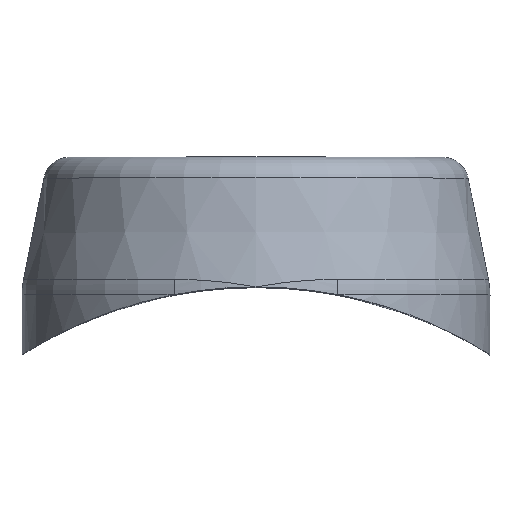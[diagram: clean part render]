
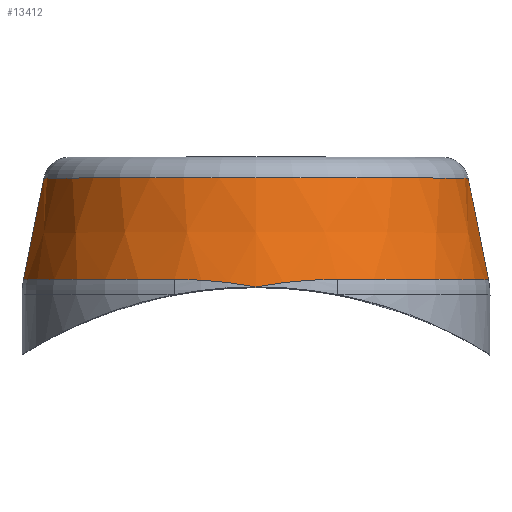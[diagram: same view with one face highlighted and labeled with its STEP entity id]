
A CAD part, top view. The second image highlights one B-rep face of the part: STEP entity #13412.
In plain terms, the highlighted conical face has half-angle 11.31 degrees and reference radius 9 mm.
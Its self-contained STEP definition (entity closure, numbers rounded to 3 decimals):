
#116 = CIRCLE ( 'NONE', #5072, 8.942 ) ;
#159 = DIRECTION ( 'NONE',  ( 1., 0., 0. ) ) ;
#164 = CARTESIAN_POINT ( 'NONE',  ( 3.13, 0.291, 8.376 ) ) ;
#634 = DIRECTION ( 'NONE',  ( 1., 0., 0. ) ) ;
#689 = AXIS2_PLACEMENT_3D ( 'NONE', #12792, #5047, #11571 ) ;
#1104 = CARTESIAN_POINT ( 'NONE',  ( 2.103, 0.269, 8.712 ) ) ;
#1151 = CARTESIAN_POINT ( 'NONE',  ( 2.624, 0.291, 8.565 ) ) ;
#1468 = CONICAL_SURFACE ( 'NONE', #7906, 9., 0.197 ) ;
#1576 = AXIS2_PLACEMENT_3D ( 'NONE', #3865, #4947, #8161 ) ;
#1613 = CARTESIAN_POINT ( 'NONE',  ( 0., 0.291, 0. ) ) ;
#1752 = CARTESIAN_POINT ( 'NONE',  ( -0.529, 0.099, 8.98 ) ) ;
#2165 = DIRECTION ( 'NONE',  ( 0.196, -0.981, 0. ) ) ;
#2260 = EDGE_CURVE ( 'NONE', #9450, #7195, #11879, .T. ) ;
#2309 = CARTESIAN_POINT ( 'NONE',  ( -3.13, 0.291, 8.376 ) ) ;
#2588 = CIRCLE ( 'NONE', #689, 8.161 ) ;
#2649 = CARTESIAN_POINT ( 'NONE',  ( 0., 0., 9. ) ) ;
#3004 = ORIENTED_EDGE ( 'NONE', *, *, #10586, .T. ) ;
#3281 = VECTOR ( 'NONE', #2165, 1000. ) ;
#3339 = ORIENTED_EDGE ( 'NONE', *, *, #9023, .T. ) ;
#3512 = VERTEX_POINT ( 'NONE', #7536 ) ;
#3729 = CARTESIAN_POINT ( 'NONE',  ( -3.13, 0.291, 8.376 ) ) ;
#3865 = CARTESIAN_POINT ( 'NONE',  ( 0., 0.291, 0. ) ) ;
#4835 = CIRCLE ( 'NONE', #1576, 8.942 ) ;
#4901 = CARTESIAN_POINT ( 'NONE',  ( -2.103, 0.269, 8.712 ) ) ;
#4947 = DIRECTION ( 'NONE',  ( 0., 1., 0. ) ) ;
#5047 = DIRECTION ( 'NONE',  ( 0., -1., 0. ) ) ;
#5072 = AXIS2_PLACEMENT_3D ( 'NONE', #1613, #8256, #634 ) ;
#5084 = VERTEX_POINT ( 'NONE', #13589 ) ;
#5087 = B_SPLINE_CURVE_WITH_KNOTS ( 'NONE', 3,
 ( #5384, #7540, #10851, #9728, #9680, #1104, #1151, #164 ),
 .UNSPECIFIED., .F., .F.,
 ( 4, 2, 2, 4 ),
 ( 0., 0.001, 0.002, 0.003 ),
 .UNSPECIFIED. ) ;
#5117 = VECTOR ( 'NONE', #13033, 1000. ) ;
#5384 = CARTESIAN_POINT ( 'NONE',  ( 0., 0., 9. ) ) ;
#6331 = CARTESIAN_POINT ( 'NONE',  ( -9., 0., 0. ) ) ;
#6965 = LINE ( 'NONE', #6331, #5117 ) ;
#7044 = EDGE_CURVE ( 'NONE', #12306, #5084, #5087, .T. ) ;
#7195 = VERTEX_POINT ( 'NONE', #10109 ) ;
#7536 = CARTESIAN_POINT ( 'NONE',  ( -8.161, 4.196, 0. ) ) ;
#7540 = CARTESIAN_POINT ( 'NONE',  ( 0.263, 0.049, 8.99 ) ) ;
#7552 = EDGE_CURVE ( 'NONE', #9400, #10899, #116, .T. ) ;
#7778 = ORIENTED_EDGE ( 'NONE', *, *, #2260, .F. ) ;
#7906 = AXIS2_PLACEMENT_3D ( 'NONE', #13069, #13115, #159 ) ;
#8161 = DIRECTION ( 'NONE',  ( 1., 0., 0. ) ) ;
#8256 = DIRECTION ( 'NONE',  ( 0., 1., 0. ) ) ;
#9023 = EDGE_CURVE ( 'NONE', #10899, #12306, #13423, .T. ) ;
#9102 = CARTESIAN_POINT ( 'NONE',  ( -2.624, 0.291, 8.565 ) ) ;
#9400 = VERTEX_POINT ( 'NONE', #12352 ) ;
#9450 = VERTEX_POINT ( 'NONE', #9916 ) ;
#9629 = ORIENTED_EDGE ( 'NONE', *, *, #11663, .T. ) ;
#9680 = CARTESIAN_POINT ( 'NONE',  ( 1.318, 0.197, 8.867 ) ) ;
#9703 = ORIENTED_EDGE ( 'NONE', *, *, #7552, .T. ) ;
#9728 = CARTESIAN_POINT ( 'NONE',  ( 1.056, 0.166, 8.908 ) ) ;
#9916 = CARTESIAN_POINT ( 'NONE',  ( 8.161, 4.196, 0. ) ) ;
#9921 = ORIENTED_EDGE ( 'NONE', *, *, #7044, .T. ) ;
#10109 = CARTESIAN_POINT ( 'NONE',  ( 8.942, 0.291, 0. ) ) ;
#10195 = CARTESIAN_POINT ( 'NONE',  ( -1.057, 0.173, 8.919 ) ) ;
#10577 = EDGE_LOOP ( 'NONE', ( #9629, #3004, #9703, #3339, #9921, #13178, #7778 ) ) ;
#10586 = EDGE_CURVE ( 'NONE', #3512, #9400, #6965, .T. ) ;
#10841 = CARTESIAN_POINT ( 'NONE',  ( 9., 0., 0. ) ) ;
#10851 = CARTESIAN_POINT ( 'NONE',  ( 0.529, 0.093, 8.97 ) ) ;
#10899 = VERTEX_POINT ( 'NONE', #2309 ) ;
#11571 = DIRECTION ( 'NONE',  ( -1., 0., 0. ) ) ;
#11663 = EDGE_CURVE ( 'NONE', #9450, #3512, #2588, .T. ) ;
#11879 = LINE ( 'NONE', #10841, #3281 ) ;
#11925 = CARTESIAN_POINT ( 'NONE',  ( 0., 0., 9. ) ) ;
#12306 = VERTEX_POINT ( 'NONE', #11925 ) ;
#12352 = CARTESIAN_POINT ( 'NONE',  ( -8.942, 0.291, 0. ) ) ;
#12792 = CARTESIAN_POINT ( 'NONE',  ( 0., 4.196, 0. ) ) ;
#13033 = DIRECTION ( 'NONE',  ( -0.196, -0.981, 0. ) ) ;
#13069 = CARTESIAN_POINT ( 'NONE',  ( 0., 0., 0. ) ) ;
#13104 = FACE_OUTER_BOUND ( 'NONE', #10577, .T. ) ;
#13115 = DIRECTION ( 'NONE',  ( 0., -1., 0. ) ) ;
#13178 = ORIENTED_EDGE ( 'NONE', *, *, #13663, .T. ) ;
#13412 = ADVANCED_FACE ( 'NONE', ( #13104 ), #1468, .T. ) ;
#13423 = B_SPLINE_CURVE_WITH_KNOTS ( 'NONE', 3,
 ( #3729, #9102, #4901, #10195, #1752, #2649 ),
 .UNSPECIFIED., .F., .F.,
 ( 4, 2, 4 ),
 ( 0., 0.002, 0.003 ),
 .UNSPECIFIED. ) ;
#13589 = CARTESIAN_POINT ( 'NONE',  ( 3.13, 0.291, 8.376 ) ) ;
#13663 = EDGE_CURVE ( 'NONE', #5084, #7195, #4835, .T. ) ;
